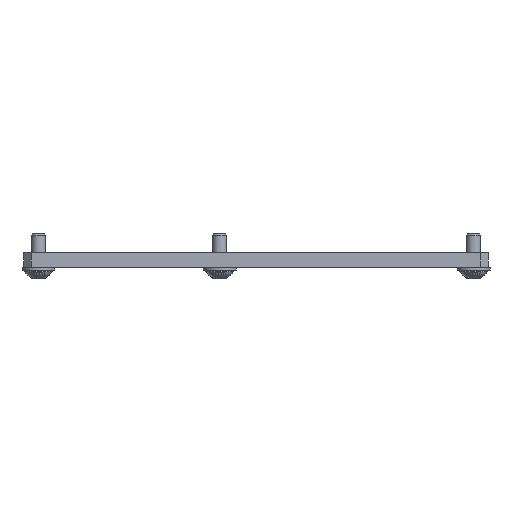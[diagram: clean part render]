
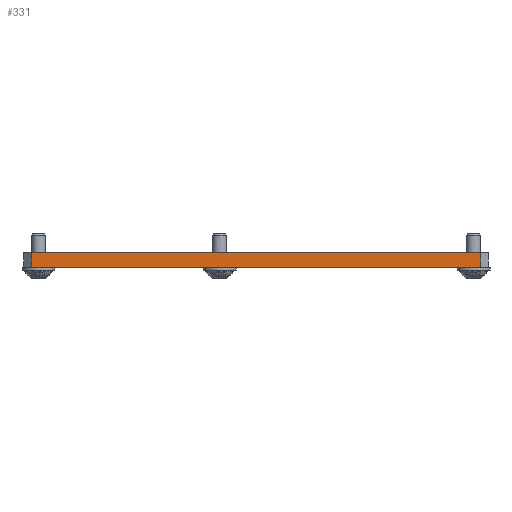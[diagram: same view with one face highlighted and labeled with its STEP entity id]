
A CAD part, left-side view. The second image highlights one B-rep face of the part: STEP entity #331.
In plain terms, the highlighted planar face has unit normal (-1, 0, 0).
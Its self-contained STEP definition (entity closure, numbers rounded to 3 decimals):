
#34 = EDGE_CURVE ( 'NONE', #812, #1140, #597, .T. ) ;
#174 = EDGE_CURVE ( 'NONE', #812, #351, #1784, .T. ) ;
#245 = CARTESIAN_POINT ( 'NONE',  ( -350., -62., 2. ) ) ;
#328 = ORIENTED_EDGE ( 'NONE', *, *, #835, .T. ) ;
#331 = ADVANCED_FACE ( 'NONE', ( #2447 ), #1450, .F. ) ;
#351 = VERTEX_POINT ( 'NONE', #501 ) ;
#406 = CARTESIAN_POINT ( 'NONE',  ( -350., 62., 2. ) ) ;
#412 = EDGE_CURVE ( 'NONE', #351, #2077, #566, .T. ) ;
#424 = AXIS2_PLACEMENT_3D ( 'NONE', #878, #2099, #1092 ) ;
#501 = CARTESIAN_POINT ( 'NONE',  ( -350., 62., -2. ) ) ;
#566 = LINE ( 'NONE', #1132, #1907 ) ;
#583 = ORIENTED_EDGE ( 'NONE', *, *, #174, .T. ) ;
#597 = LINE ( 'NONE', #780, #1247 ) ;
#663 = DIRECTION ( 'NONE',  ( 0., 0., 1. ) ) ;
#780 = CARTESIAN_POINT ( 'NONE',  ( -350., 64., 2. ) ) ;
#812 = VERTEX_POINT ( 'NONE', #1917 ) ;
#835 = EDGE_CURVE ( 'NONE', #2077, #1140, #1523, .T. ) ;
#858 = DIRECTION ( 'NONE',  ( 0., 0., -1. ) ) ;
#878 = CARTESIAN_POINT ( 'NONE',  ( -350., 64., 2. ) ) ;
#1092 = DIRECTION ( 'NONE',  ( 0., 0., -1. ) ) ;
#1132 = CARTESIAN_POINT ( 'NONE',  ( -350., 64., -2. ) ) ;
#1140 = VERTEX_POINT ( 'NONE', #245 ) ;
#1235 = ORIENTED_EDGE ( 'NONE', *, *, #34, .F. ) ;
#1247 = VECTOR ( 'NONE', #1949, 1000. ) ;
#1372 = CARTESIAN_POINT ( 'NONE',  ( -350., -62., -2. ) ) ;
#1450 = PLANE ( 'NONE',  #424 ) ;
#1483 = EDGE_LOOP ( 'NONE', ( #2097, #328, #1235, #583 ) ) ;
#1523 = LINE ( 'NONE', #1533, #1587 ) ;
#1533 = CARTESIAN_POINT ( 'NONE',  ( -350., -62., 2. ) ) ;
#1583 = VECTOR ( 'NONE', #858, 1000. ) ;
#1587 = VECTOR ( 'NONE', #663, 1000. ) ;
#1784 = LINE ( 'NONE', #406, #1583 ) ;
#1907 = VECTOR ( 'NONE', #2347, 1000. ) ;
#1917 = CARTESIAN_POINT ( 'NONE',  ( -350., 62., 2. ) ) ;
#1949 = DIRECTION ( 'NONE',  ( 0., -1., 0. ) ) ;
#2077 = VERTEX_POINT ( 'NONE', #1372 ) ;
#2097 = ORIENTED_EDGE ( 'NONE', *, *, #412, .T. ) ;
#2099 = DIRECTION ( 'NONE',  ( 1., 0., 0. ) ) ;
#2347 = DIRECTION ( 'NONE',  ( 0., -1., 0. ) ) ;
#2447 = FACE_OUTER_BOUND ( 'NONE', #1483, .T. ) ;
